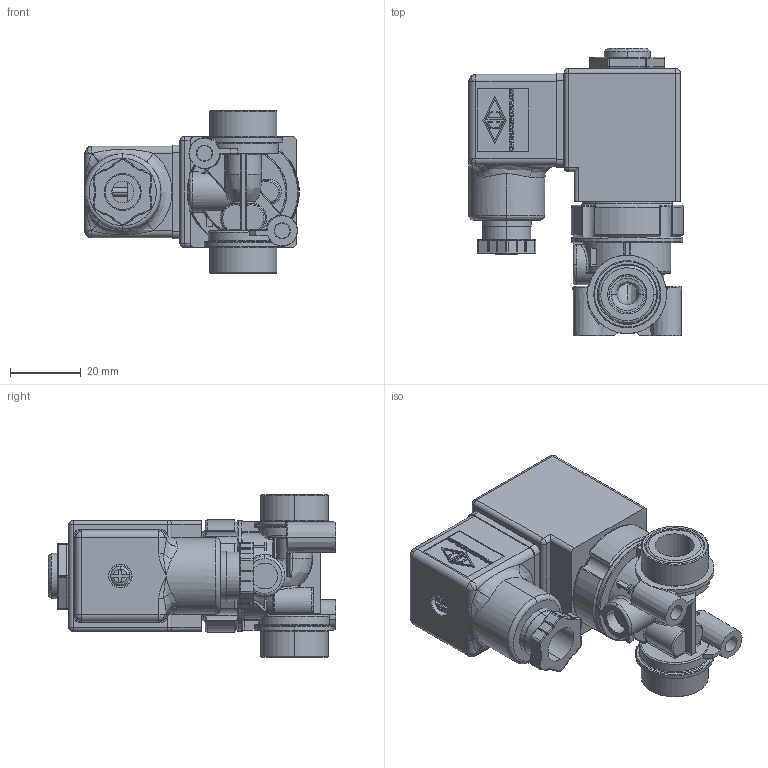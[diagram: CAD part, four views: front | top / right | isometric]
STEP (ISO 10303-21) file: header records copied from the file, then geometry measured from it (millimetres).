
FILE_DESCRIPTION (( 'STEP AP214' ), '1' );
FILE_NAME ('DVP-3DC2E-24D.step', '2016-04-27T15:37:51', ( '' ), ( '' ), 'SwSTEP 2.0', 'SolidWorks 2015', '' );
FILE_SCHEMA (( 'AUTOMOTIVE_DESIGN' ));
Length unit declared in the file: inch
Products named in the file (1): DVP-3DC2E-24D
Bounding box: 60.83 x 81.38 x 46.05 mm (x, y, z)
Volume: 64108.4 mm3; surface area: 35637.7 mm2
Topology: 7 solids, 7 shells, 1850 faces, 4844 edges, 3024 vertices
Faces by surface type: plane 809, bspline 605, cylinder 362, cone 62, torus 12
Entity records: 70262 total; most frequent: CARTESIAN_POINT 27919, ORIENTED_EDGE 9508, DIRECTION 7073, EDGE_CURVE 4754, VERTEX_POINT 3022, VECTOR 2585, LINE 2585, AXIS2_PLACEMENT_3D 2244
